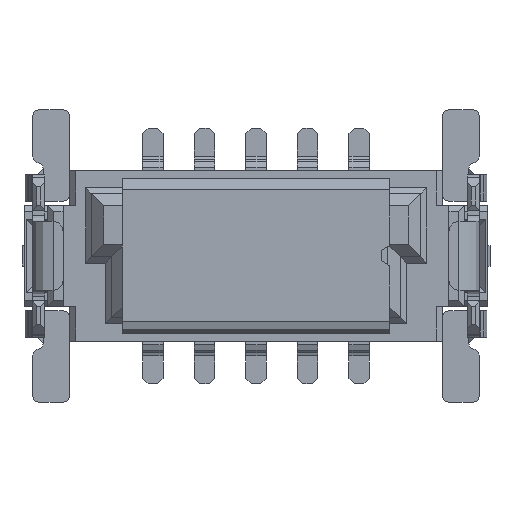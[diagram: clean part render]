
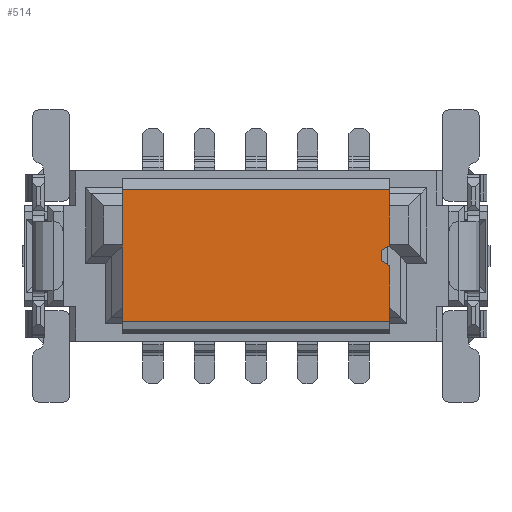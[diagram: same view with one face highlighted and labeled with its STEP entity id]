
A CAD part, top view. The second image highlights one B-rep face of the part: STEP entity #514.
In plain terms, the highlighted planar face has unit normal (0, 0, 1).
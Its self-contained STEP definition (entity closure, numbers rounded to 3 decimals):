
#104=CARTESIAN_POINT('',(-3.3,-1.625,6.25));
#105=VERTEX_POINT('',#104);
#113=CARTESIAN_POINT('',(-3.3,1.625,6.25));
#114=VERTEX_POINT('',#113);
#115=CARTESIAN_POINT('',(-3.3,-1.625,6.25));
#116=DIRECTION('',(0.,1.,0.));
#117=VECTOR('',#116,3.25);
#118=LINE('',#115,#117);
#119=EDGE_CURVE('',#105,#114,#118,.T.);
#455=CARTESIAN_POINT('',(3.3,1.625,6.25));
#456=VERTEX_POINT('',#455);
#457=CARTESIAN_POINT('',(-3.3,1.625,6.25));
#458=DIRECTION('',(1.,0.,0.));
#459=VECTOR('',#458,6.6);
#460=LINE('',#457,#459);
#461=EDGE_CURVE('',#114,#456,#460,.T.);
#474=CARTESIAN_POINT('',(0.,0.,6.25));
#475=DIRECTION('',(0.,-1.,0.));
#476=DIRECTION('',(-0.,0.,1.));
#477=AXIS2_PLACEMENT_3D('',#474,#476,#475);
#478=PLANE('',#477);
#479=ORIENTED_EDGE('',*,*,#119,.F.);
#480=CARTESIAN_POINT('',(3.3,-1.625,6.25));
#481=VERTEX_POINT('',#480);
#482=CARTESIAN_POINT('',(-3.3,-1.625,6.25));
#483=DIRECTION('',(1.,0.,0.));
#484=VECTOR('',#483,6.6);
#485=LINE('',#482,#484);
#486=EDGE_CURVE('',#105,#481,#485,.T.);
#487=ORIENTED_EDGE('',*,*,#486,.T.);
#488=CARTESIAN_POINT('',(3.3,-0.25,6.25));
#489=VERTEX_POINT('',#488);
#490=CARTESIAN_POINT('',(3.3,-1.625,6.25));
#491=DIRECTION('',(0.,1.,0.));
#492=VECTOR('',#491,1.375);
#493=LINE('',#490,#492);
#494=EDGE_CURVE('',#481,#489,#493,.T.);
#495=ORIENTED_EDGE('',*,*,#494,.T.);
#496=CARTESIAN_POINT('',(3.3,0.25,6.25));
#497=VERTEX_POINT('',#496);
#498=CARTESIAN_POINT('',(3.3,0.,6.25));
#499=DIRECTION('',(0.,-1.,0.));
#500=DIRECTION('',(0.,0.,-1.));
#501=AXIS2_PLACEMENT_3D('',#498,#500,#499);
#502=CIRCLE('',#501,0.25);
#503=EDGE_CURVE('',#489,#497,#502,.T.);
#504=ORIENTED_EDGE('',*,*,#503,.T.);
#505=CARTESIAN_POINT('',(3.3,0.25,6.25));
#506=DIRECTION('',(0.,1.,0.));
#507=VECTOR('',#506,1.375);
#508=LINE('',#505,#507);
#509=EDGE_CURVE('',#497,#456,#508,.T.);
#510=ORIENTED_EDGE('',*,*,#509,.T.);
#511=ORIENTED_EDGE('',*,*,#461,.F.);
#512=EDGE_LOOP('',(#479,#487,#495,#504,#510,#511));
#513=FACE_OUTER_BOUND('',#512,.T.);
#514=ADVANCED_FACE('',(#513),#478,.T.);
